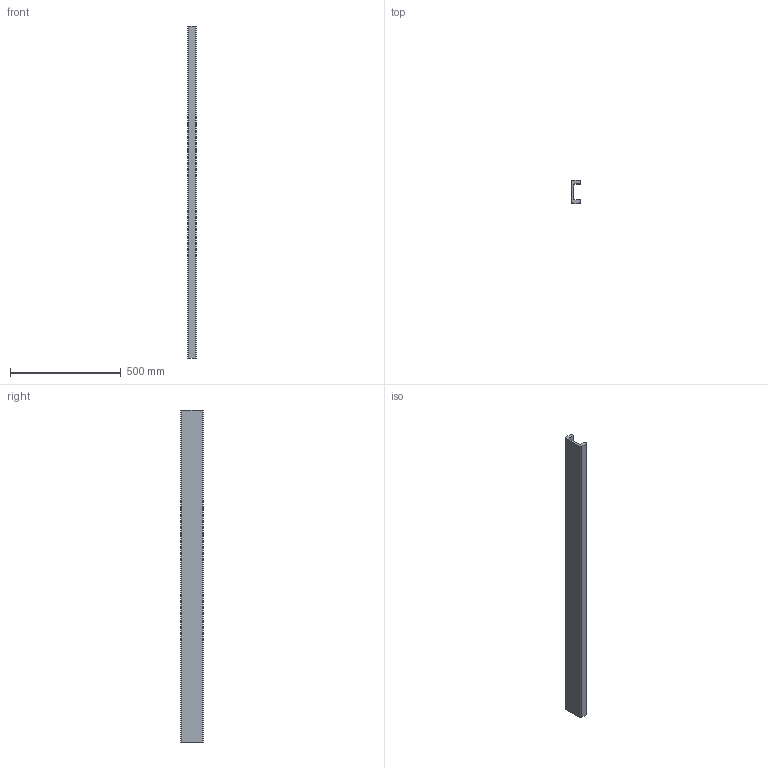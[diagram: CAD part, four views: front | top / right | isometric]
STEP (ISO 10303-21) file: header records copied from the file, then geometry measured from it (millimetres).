
FILE_DESCRIPTION (( 'STEP AP203' ), '1' );
FILE_NAME ('CRT_691057DE12.step', '2021-12-27T18:47:32', ( '' ), ( '' ), 'SwSTEP 2.0', 'SolidWorks 2019', '' );
FILE_SCHEMA (( 'CONFIG_CONTROL_DESIGN' ));
Length unit declared in the file: inch
Products named in the file (3): Bp7oXPZtrb_CADModel_0; CRT_691057DE12
Assembly tree (1 placements, depth 2):
  CRT_691057DE12
    Bp7oXPZtrb_CADModel_0
  Bp7oXPZtrb_CADModel_0
Bounding box: 40 x 102.8 x 1500 mm (x, y, z)
Volume: 2763074.5 mm3; surface area: 497568 mm2
Topology: 1 solids, 1 shells, 20 faces, 54 edges, 36 vertices
Faces by surface type: plane 12, cylinder 8
Entity records: 912 total; most frequent: DIRECTION 120, CARTESIAN_POINT 115, ORIENTED_EDGE 108, EDGE_CURVE 54, AXIS2_PLACEMENT_3D 41, VECTOR 38, LINE 38, VERTEX_POINT 36
